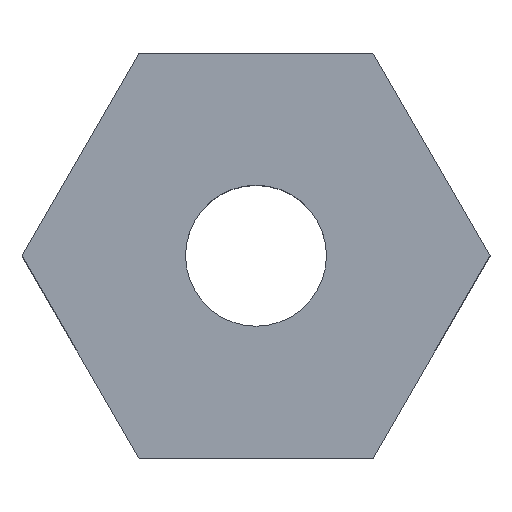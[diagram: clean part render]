
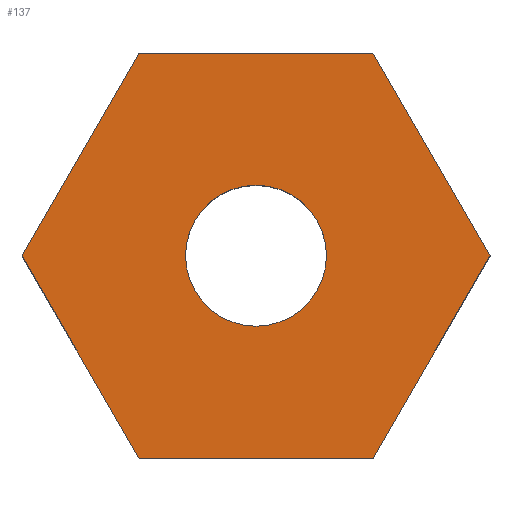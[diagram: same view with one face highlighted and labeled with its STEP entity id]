
A CAD part, top view. The second image highlights one B-rep face of the part: STEP entity #137.
In plain terms, the highlighted planar face has unit normal (0, 0, 1).
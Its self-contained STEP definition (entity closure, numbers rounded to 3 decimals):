
#15 = EDGE_CURVE ( 'NONE', #45, #173, #59, .T. ) ;
#37 = DIRECTION ( 'NONE',  ( 1., 0., 0. ) ) ;
#39 = ORIENTED_EDGE ( 'NONE', *, *, #15, .T. ) ;
#45 = VERTEX_POINT ( 'NONE', #464 ) ;
#49 = DIRECTION ( 'NONE',  ( 0., 0., 1. ) ) ;
#51 = VECTOR ( 'NONE', #533, 1000. ) ;
#55 = CARTESIAN_POINT ( 'NONE',  ( -3.32, 5.75, 10. ) ) ;
#59 = LINE ( 'NONE', #109, #559 ) ;
#83 = VERTEX_POINT ( 'NONE', #370 ) ;
#97 = DIRECTION ( 'NONE',  ( -1., 0., 0. ) ) ;
#100 = EDGE_CURVE ( 'NONE', #127, #327, #504, .T. ) ;
#109 = CARTESIAN_POINT ( 'NONE',  ( -3.32, -5.75, 10. ) ) ;
#127 = VERTEX_POINT ( 'NONE', #55 ) ;
#133 = VECTOR ( 'NONE', #510, 1000. ) ;
#137 = ADVANCED_FACE ( 'NONE', ( #262, #455 ), #184, .T. ) ;
#154 = ORIENTED_EDGE ( 'NONE', *, *, #374, .T. ) ;
#168 = CARTESIAN_POINT ( 'NONE',  ( -6.64, 0., 10. ) ) ;
#173 = VERTEX_POINT ( 'NONE', #260 ) ;
#184 = PLANE ( 'NONE',  #203 ) ;
#203 = AXIS2_PLACEMENT_3D ( 'NONE', #362, #235, #243 ) ;
#232 = ORIENTED_EDGE ( 'NONE', *, *, #308, .F. ) ;
#234 = CARTESIAN_POINT ( 'NONE',  ( 3.32, -5.75, 10. ) ) ;
#235 = DIRECTION ( 'NONE',  ( 0., 0., 1. ) ) ;
#243 = DIRECTION ( 'NONE',  ( 1., 0., 0. ) ) ;
#259 = VERTEX_POINT ( 'NONE', #303 ) ;
#260 = CARTESIAN_POINT ( 'NONE',  ( 3.32, -5.75, 10. ) ) ;
#262 = FACE_BOUND ( 'NONE', #556, .T. ) ;
#265 = EDGE_CURVE ( 'NONE', #461, #259, #306, .T. ) ;
#268 = EDGE_CURVE ( 'NONE', #327, #45, #448, .T. ) ;
#283 = DIRECTION ( 'NONE',  ( 1., 0., 0. ) ) ;
#291 = EDGE_LOOP ( 'NONE', ( #154, #297, #314, #426, #331, #39 ) ) ;
#294 = EDGE_CURVE ( 'NONE', #352, #83, #305, .T. ) ;
#297 = ORIENTED_EDGE ( 'NONE', *, *, #294, .T. ) ;
#303 = CARTESIAN_POINT ( 'NONE',  ( -2., 0., 10. ) ) ;
#305 = LINE ( 'NONE', #497, #548 ) ;
#306 = CIRCLE ( 'NONE', #437, 2. ) ;
#308 = EDGE_CURVE ( 'NONE', #259, #461, #523, .T. ) ;
#314 = ORIENTED_EDGE ( 'NONE', *, *, #382, .T. ) ;
#316 = CARTESIAN_POINT ( 'NONE',  ( 6.64, 0., 10. ) ) ;
#327 = VERTEX_POINT ( 'NONE', #402 ) ;
#331 = ORIENTED_EDGE ( 'NONE', *, *, #268, .T. ) ;
#334 = ORIENTED_EDGE ( 'NONE', *, *, #265, .F. ) ;
#352 = VERTEX_POINT ( 'NONE', #316 ) ;
#357 = DIRECTION ( 'NONE',  ( -0.5, 0.866, 0. ) ) ;
#362 = CARTESIAN_POINT ( 'NONE',  ( 0., 0., 10. ) ) ;
#370 = CARTESIAN_POINT ( 'NONE',  ( 3.32, 5.75, 10. ) ) ;
#374 = EDGE_CURVE ( 'NONE', #173, #352, #511, .T. ) ;
#376 = VECTOR ( 'NONE', #524, 1000. ) ;
#382 = EDGE_CURVE ( 'NONE', #83, #127, #540, .T. ) ;
#394 = DIRECTION ( 'NONE',  ( 0., 0., 1. ) ) ;
#398 = CARTESIAN_POINT ( 'NONE',  ( 0., 0., 10. ) ) ;
#402 = CARTESIAN_POINT ( 'NONE',  ( -6.64, 0., 10. ) ) ;
#426 = ORIENTED_EDGE ( 'NONE', *, *, #100, .T. ) ;
#437 = AXIS2_PLACEMENT_3D ( 'NONE', #398, #394, #580 ) ;
#442 = CARTESIAN_POINT ( 'NONE',  ( 0., 0., 10. ) ) ;
#448 = LINE ( 'NONE', #168, #51 ) ;
#449 = VECTOR ( 'NONE', #97, 1000. ) ;
#455 = FACE_OUTER_BOUND ( 'NONE', #291, .T. ) ;
#461 = VERTEX_POINT ( 'NONE', #527 ) ;
#464 = CARTESIAN_POINT ( 'NONE',  ( -3.32, -5.75, 10. ) ) ;
#478 = CARTESIAN_POINT ( 'NONE',  ( 3.32, 5.75, 10. ) ) ;
#486 = AXIS2_PLACEMENT_3D ( 'NONE', #442, #49, #37 ) ;
#497 = CARTESIAN_POINT ( 'NONE',  ( 6.64, 0., 10. ) ) ;
#504 = LINE ( 'NONE', #507, #133 ) ;
#507 = CARTESIAN_POINT ( 'NONE',  ( -3.32, 5.75, 10. ) ) ;
#510 = DIRECTION ( 'NONE',  ( -0.5, -0.866, 0. ) ) ;
#511 = LINE ( 'NONE', #234, #376 ) ;
#523 = CIRCLE ( 'NONE', #486, 2. ) ;
#524 = DIRECTION ( 'NONE',  ( 0.5, 0.866, 0. ) ) ;
#527 = CARTESIAN_POINT ( 'NONE',  ( 2., 0., 10. ) ) ;
#533 = DIRECTION ( 'NONE',  ( 0.5, -0.866, 0. ) ) ;
#540 = LINE ( 'NONE', #478, #449 ) ;
#548 = VECTOR ( 'NONE', #357, 1000. ) ;
#556 = EDGE_LOOP ( 'NONE', ( #334, #232 ) ) ;
#559 = VECTOR ( 'NONE', #283, 1000. ) ;
#580 = DIRECTION ( 'NONE',  ( 1., 0., 0. ) ) ;
